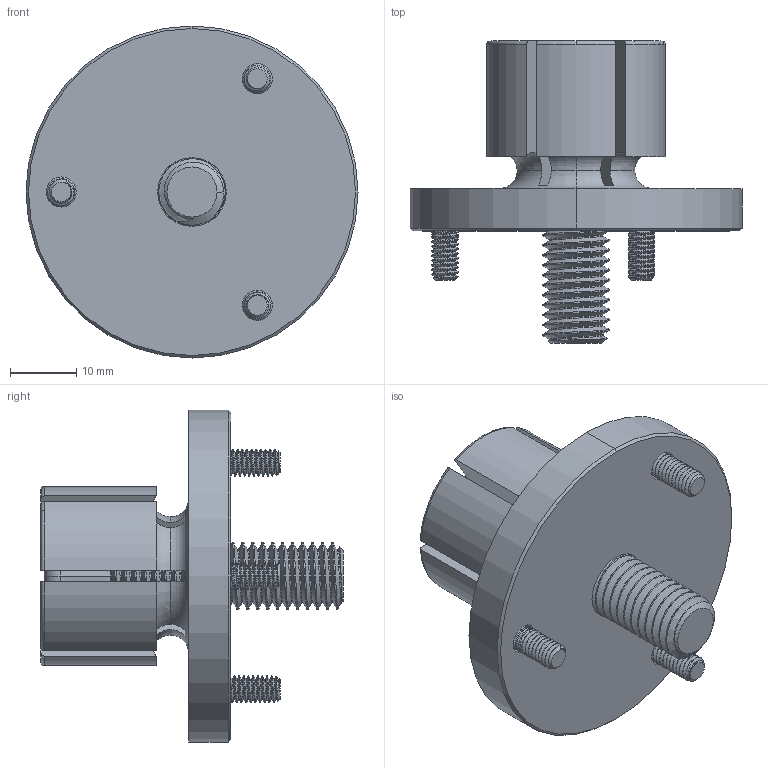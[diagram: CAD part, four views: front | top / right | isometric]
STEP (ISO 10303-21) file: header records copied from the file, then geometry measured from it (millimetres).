
FILE_DESCRIPTION (( 'STEP AP203' ), '1' );
FILE_NAME ('38200.STEP', '2016-06-23T16:12:21', ( 'tkrafton' ), ( 'Microsoft' ), 'SwSTEP 2.0', 'SolidWorks 2016', '' );
FILE_SCHEMA (( 'CONFIG_CONTROL_DESIGN' ));
Length unit declared in the file: inch
Products named in the file (5): M46MM FHCS_M46MM FHCS; 38200; 131200_131200 ; M412MM FHCS_M412MM FHCS; 38032_38032
Assembly tree (6 placements, depth 2):
  38200
    131200_131200 
    M412MM FHCS_M412MM FHCS  x3
    38032_38032
    M46MM FHCS_M46MM FHCS
Bounding box: 49.96 x 45.46 x 49.96 mm (x, y, z)
Volume: 22216.1 mm3; surface area: 13051.9 mm2
Topology: 6 solids, 6 shells, 487 faces, 1312 edges, 846 vertices
Faces by surface type: cylinder 301, plane 75, cone 74, torus 26, bspline 11
Entity records: 16397 total; most frequent: CARTESIAN_POINT 8656, ORIENTED_EDGE 1760, DIRECTION 1278, EDGE_CURVE 880, VERTEX_POINT 568, AXIS2_PLACEMENT_3D 496, EDGE_LOOP 342, ADVANCED_FACE 327
